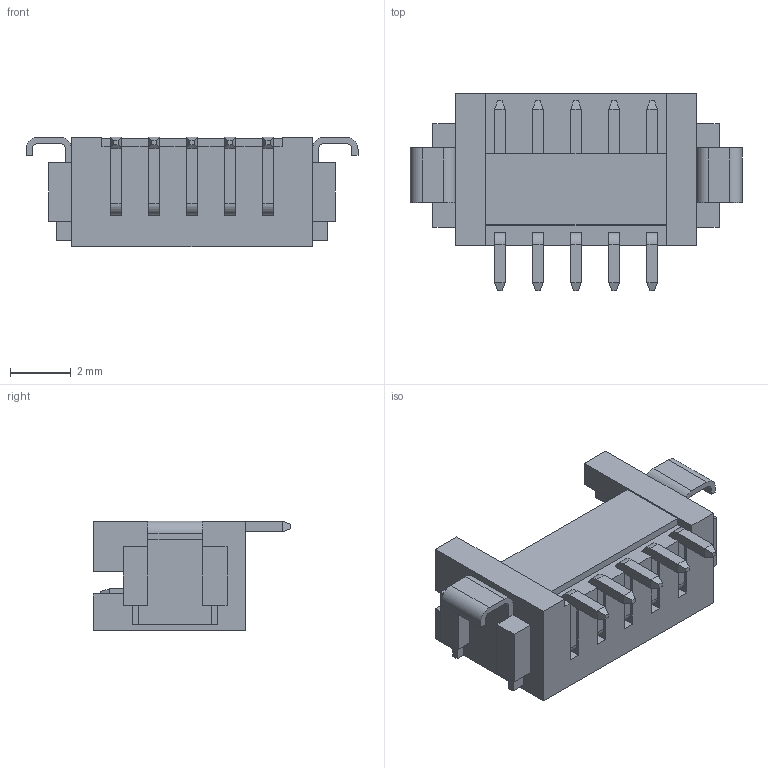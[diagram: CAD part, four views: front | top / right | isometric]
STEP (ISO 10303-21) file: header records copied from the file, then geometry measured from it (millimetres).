
FILE_DESCRIPTION (( 'STEP AP203' ), '1' );
FILE_NAME ('K180011190_Stig-Wahlstrom.step', '2016-12-15T19:46:41', ( '' ), ( '' ), 'SwSTEP 2.0', 'SolidWorks 2008', '' );
FILE_SCHEMA (( 'CONFIG_CONTROL_DESIGN' ));
Length unit declared in the file: millimetre
Products named in the file (1): K180011190_Stig-Wahlstrom
Bounding box: 10.9 x 6.5 x 3.6 mm (x, y, z)
Volume: 90.2 mm3; surface area: 290.4 mm2
Topology: 1 solids, 1 shells, 220 faces, 580 edges, 372 vertices
Faces by surface type: plane 197, cylinder 23
Entity records: 6715 total; most frequent: CARTESIAN_POINT 1173, ORIENTED_EDGE 1160, DIRECTION 1068, EDGE_CURVE 580, LINE 534, VECTOR 534, VERTEX_POINT 372, AXIS2_PLACEMENT_3D 267
